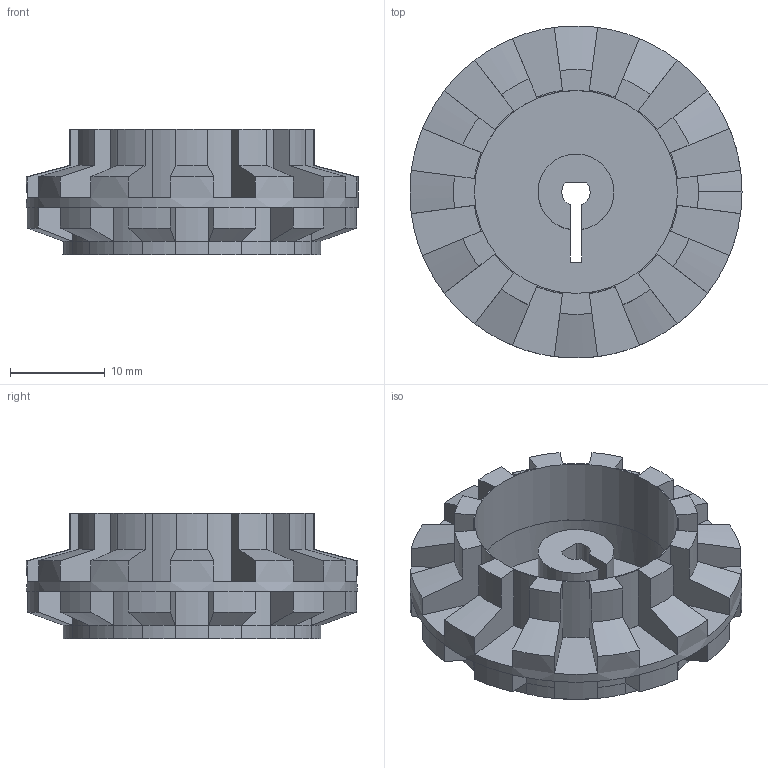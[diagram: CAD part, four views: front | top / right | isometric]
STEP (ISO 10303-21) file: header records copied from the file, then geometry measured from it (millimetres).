
FILE_DESCRIPTION(('FreeCAD Model'),'2;1');
FILE_NAME('Open CASCADE Shape Model','2025-08-19T18:16:40',('Author'),( ''),'Open CASCADE STEP processor 7.8','FreeCAD','Unknown');
FILE_SCHEMA(('AUTOMOTIVE_DESIGN { 1 0 10303 214 1 1 1 1 }'));
Length unit declared in the file: millimetre
Products named in the file (1): Rim
Bounding box: 34.98 x 34.97 x 13.2 mm (x, y, z)
Volume: 4292.8 mm3; surface area: 5014.2 mm2
Topology: 1 solids, 1 shells, 189 faces, 492 edges, 295 vertices
Faces by surface type: cylinder 82, plane 81, cone 26
Full cylindrical faces by diameter (mm): 21.4 x1, 21.6 x1, 35 x1
Entity records: 5808 total; most frequent: DIRECTION 1072, ORIENTED_EDGE 1008, CARTESIAN_POINT 978, EDGE_CURVE 492, AXIS2_PLACEMENT_3D 391, VERTEX_POINT 295, LINE 290, VECTOR 290
